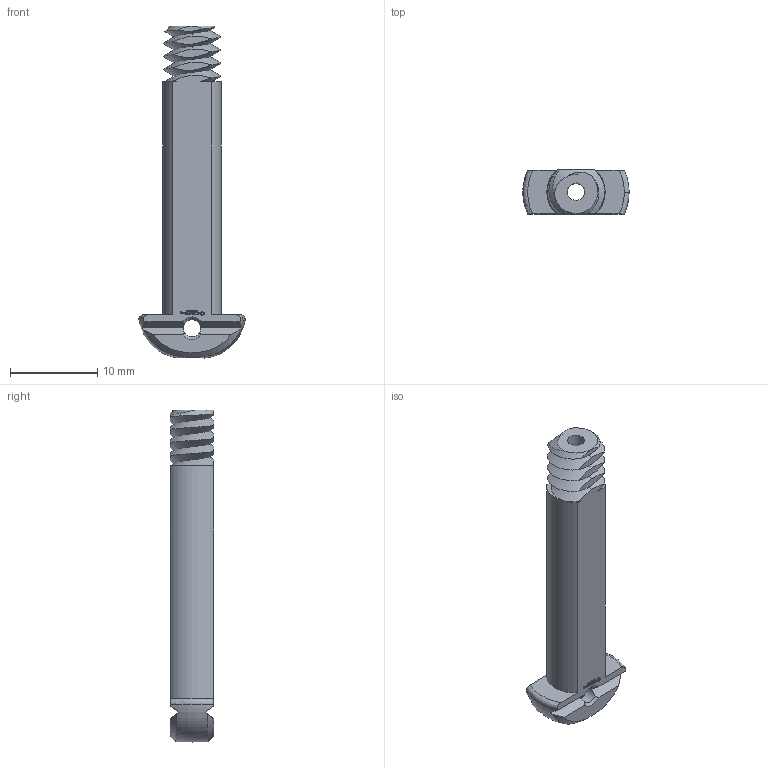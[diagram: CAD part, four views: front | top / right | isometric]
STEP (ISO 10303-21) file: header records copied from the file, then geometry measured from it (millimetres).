
FILE_DESCRIPTION(('FreeCAD Model'),'2;1');
FILE_NAME('Open CASCADE Shape Model','2023-11-07T17:29:16',(''),(''), 'Open CASCADE STEP processor 7.6','FreeCAD','Unknown');
FILE_SCHEMA(('AUTOMOTIVE_DESIGN { 1 0 10303 214 1 1 1 1 }'));
Length unit declared in the file: millimetre
Products named in the file (1): Shoulder Screw RH RHD BU02.25 - SPN-SSC-0049 (stemfie.org)
Bounding box: 12.2 x 5 x 38.1 mm (x, y, z)
Volume: 1028.7 mm3; surface area: 1201.5 mm2
Topology: 1 solids, 1 shells, 572 faces, 1616 edges, 1074 vertices
Faces by surface type: plane 323, extrusion 216, bspline 13, cone 10, cylinder 6, torus 3, revolution 1
Full cylindrical faces by diameter (mm): 2 x2, 2.001 x1
Entity records: 46642 total; most frequent: CARTESIAN_POINT 16230, DIRECTION 4680, VECTOR 3856, LINE 3640, ORIENTED_EDGE 3232, PCURVE 3232, DEFINITIONAL_REPRESENTATION 3232, EDGE_CURVE 1616
